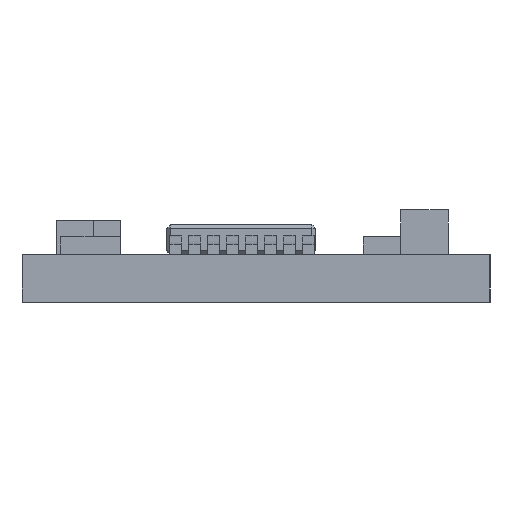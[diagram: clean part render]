
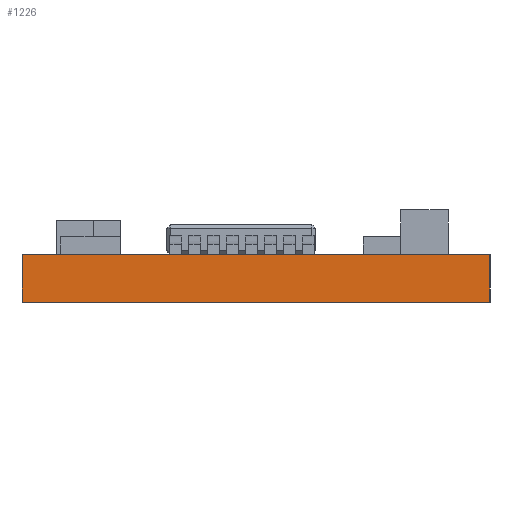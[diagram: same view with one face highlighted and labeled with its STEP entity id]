
A CAD part, left-side view. The second image highlights one B-rep face of the part: STEP entity #1226.
In plain terms, the highlighted planar face has unit normal (-1, 0, 0).
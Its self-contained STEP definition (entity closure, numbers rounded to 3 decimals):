
#49 = VERTEX_POINT ( 'NONE', #4207 ) ;
#134 = AXIS2_PLACEMENT_3D ( 'NONE', #5072, #3532, #3095 ) ;
#187 = LINE ( 'NONE', #976, #3596 ) ;
#243 = CARTESIAN_POINT ( 'NONE',  ( -9.1, -7.85, -1.6 ) ) ;
#438 = EDGE_CURVE ( 'NONE', #4374, #49, #1271, .T. ) ;
#507 = CARTESIAN_POINT ( 'NONE',  ( -9.1, -7.85, 0. ) ) ;
#579 = VERTEX_POINT ( 'NONE', #1225 ) ;
#669 = LINE ( 'NONE', #4297, #3656 ) ;
#744 = DIRECTION ( 'NONE',  ( 0., -1., 0. ) ) ;
#759 = VERTEX_POINT ( 'NONE', #243 ) ;
#976 = CARTESIAN_POINT ( 'NONE',  ( -9.1, -7.85, -1.6 ) ) ;
#1002 = DIRECTION ( 'NONE',  ( 0., 0., 1. ) ) ;
#1192 = CARTESIAN_POINT ( 'NONE',  ( -9.1, 7.85, -1.6 ) ) ;
#1225 = CARTESIAN_POINT ( 'NONE',  ( -9.1, -7.85, 0. ) ) ;
#1226 = ADVANCED_FACE ( 'NONE', ( #1836 ), #4674, .T. ) ;
#1271 = LINE ( 'NONE', #1703, #3968 ) ;
#1703 = CARTESIAN_POINT ( 'NONE',  ( -9.1, 7.85, -1.6 ) ) ;
#1749 = LINE ( 'NONE', #507, #3783 ) ;
#1750 = ORIENTED_EDGE ( 'NONE', *, *, #1878, .T. ) ;
#1836 = FACE_OUTER_BOUND ( 'NONE', #4641, .T. ) ;
#1878 = EDGE_CURVE ( 'NONE', #759, #579, #187, .T. ) ;
#2368 = ORIENTED_EDGE ( 'NONE', *, *, #4978, .F. ) ;
#2480 = DIRECTION ( 'NONE',  ( 0., 0., 1. ) ) ;
#3095 = DIRECTION ( 'NONE',  ( 0., 0., 1. ) ) ;
#3253 = ORIENTED_EDGE ( 'NONE', *, *, #4654, .T. ) ;
#3532 = DIRECTION ( 'NONE',  ( -1., 0., 0. ) ) ;
#3596 = VECTOR ( 'NONE', #1002, 1000. ) ;
#3656 = VECTOR ( 'NONE', #744, 1000. ) ;
#3663 = ORIENTED_EDGE ( 'NONE', *, *, #438, .F. ) ;
#3783 = VECTOR ( 'NONE', #4157, 1000. ) ;
#3968 = VECTOR ( 'NONE', #2480, 1000. ) ;
#4157 = DIRECTION ( 'NONE',  ( 0., -1., 0. ) ) ;
#4207 = CARTESIAN_POINT ( 'NONE',  ( -9.1, 7.85, 0. ) ) ;
#4297 = CARTESIAN_POINT ( 'NONE',  ( -9.1, -7.85, -1.6 ) ) ;
#4374 = VERTEX_POINT ( 'NONE', #1192 ) ;
#4641 = EDGE_LOOP ( 'NONE', ( #2368, #3663, #3253, #1750 ) ) ;
#4654 = EDGE_CURVE ( 'NONE', #4374, #759, #669, .T. ) ;
#4674 = PLANE ( 'NONE',  #134 ) ;
#4978 = EDGE_CURVE ( 'NONE', #49, #579, #1749, .T. ) ;
#5072 = CARTESIAN_POINT ( 'NONE',  ( -9.1, -7.85, -1.6 ) ) ;
